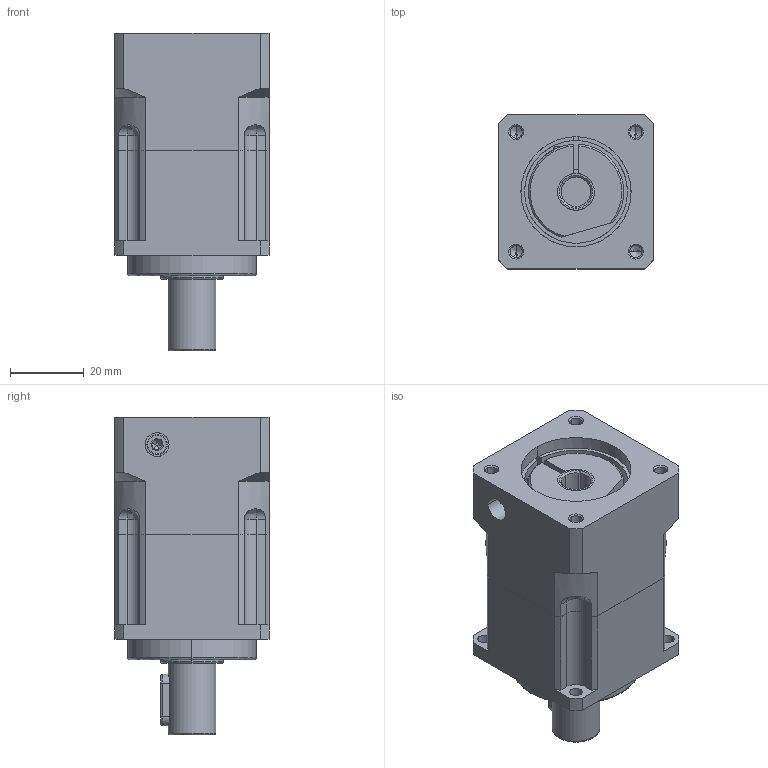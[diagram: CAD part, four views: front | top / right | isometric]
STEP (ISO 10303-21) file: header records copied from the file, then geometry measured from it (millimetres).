
FILE_DESCRIPTION(/* description */ (''),/* implementation_level */ '2;1');
FILE_NAME(/* name */ 'FAB042-L1-8-30-46-M4',/* time_stamp */ '2019-12-23T19:35:31+08:00',/* author */ (''),/* organization */ (''),/* preprocessor_version */ 'ST-DEVELOPER v9',/* originating_system */ 'UGS - NX 4.0',/* authorisation */ '');
FILE_SCHEMA (('CONFIG_CONTROL_DESIGN'));
Length unit declared in the file: millimetre
Products named in the file (1): FAB042-L1
Bounding box: 42 x 42 x 86.5 mm (x, y, z)
Volume: 100046.8 mm3; surface area: 23023.8 mm2
Topology: 1 solids, 1 shells, 238 faces, 600 edges, 373 vertices
Faces by surface type: cylinder 99, plane 82, cone 41, torus 11, bspline 5
Full cylindrical faces by diameter (mm): 13 x1
Entity records: 7682 total; most frequent: CARTESIAN_POINT 1847, DIRECTION 1246, ORIENTED_EDGE 1178, EDGE_CURVE 589, AXIS2_PLACEMENT_3D 477, VERTEX_POINT 373, LINE 292, VECTOR 292
